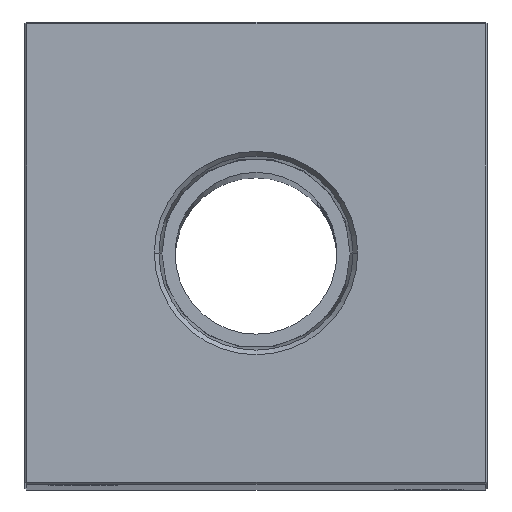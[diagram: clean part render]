
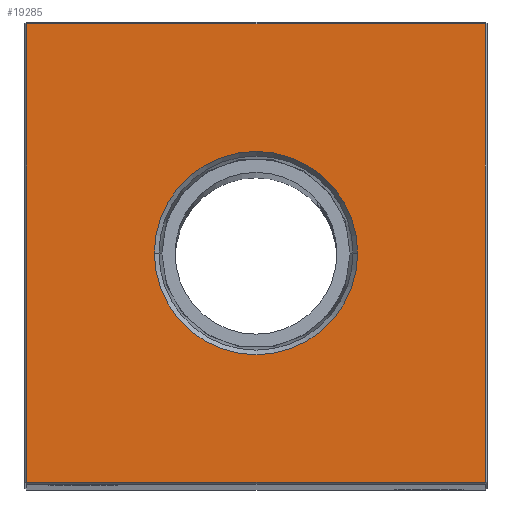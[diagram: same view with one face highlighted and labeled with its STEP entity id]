
A CAD part, top view. The second image highlights one B-rep face of the part: STEP entity #19285.
In plain terms, the highlighted planar face has unit normal (0, 0, 1).
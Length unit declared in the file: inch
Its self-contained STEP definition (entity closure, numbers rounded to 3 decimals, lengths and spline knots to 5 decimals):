
#913 = EDGE_CURVE ( 'NONE', #29123, #15648, #14004, .T. ) ;
#1071 = EDGE_LOOP ( 'NONE', ( #32087, #28664 ) ) ;
#2086 = DIRECTION ( 'NONE',  ( 1., 0., 0. ) ) ;
#2199 = CARTESIAN_POINT ( 'NONE',  ( 0., 1.24, 18. ) ) ;
#2346 = EDGE_CURVE ( 'NONE', #22972, #25424, #5417, .T. ) ;
#2811 = FACE_OUTER_BOUND ( 'NONE', #21906, .T. ) ;
#2997 = AXIS2_PLACEMENT_3D ( 'NONE', #25640, #3130, #13219 ) ;
#3130 = DIRECTION ( 'NONE',  ( 0., 0., -1. ) ) ;
#3372 = CARTESIAN_POINT ( 'NONE',  ( -0.5499, 0., 18. ) ) ;
#3594 = VECTOR ( 'NONE', #25609, 39.37008 ) ;
#4872 = ORIENTED_EDGE ( 'NONE', *, *, #11839, .T. ) ;
#5116 = CARTESIAN_POINT ( 'NONE',  ( 1.24, 1.24, 18. ) ) ;
#5417 = LINE ( 'NONE', #15444, #17408 ) ;
#5568 = CARTESIAN_POINT ( 'NONE',  ( 0., 0., 18. ) ) ;
#5574 = LINE ( 'NONE', #15614, #3594 ) ;
#7897 = ORIENTED_EDGE ( 'NONE', *, *, #2346, .T. ) ;
#8071 = LINE ( 'NONE', #18068, #11009 ) ;
#10388 = EDGE_CURVE ( 'NONE', #25424, #20851, #24686, .T. ) ;
#10825 = VERTEX_POINT ( 'NONE', #17694 ) ;
#11009 = VECTOR ( 'NONE', #28048, 39.37008 ) ;
#11839 = EDGE_CURVE ( 'NONE', #10825, #22972, #8071, .T. ) ;
#11841 = EDGE_CURVE ( 'NONE', #15648, #29123, #29279, .T. ) ;
#12238 = DIRECTION ( 'NONE',  ( -1., 0., 0. ) ) ;
#12877 = FACE_BOUND ( 'NONE', #1071, .T. ) ;
#13219 = DIRECTION ( 'NONE',  ( -1., 0., 0. ) ) ;
#13847 = CARTESIAN_POINT ( 'NONE',  ( 0.5499, 0., 18. ) ) ;
#14004 = CIRCLE ( 'NONE', #32230, 0.5499 ) ;
#14590 = CARTESIAN_POINT ( 'NONE',  ( 0., 0., 18. ) ) ;
#15187 = AXIS2_PLACEMENT_3D ( 'NONE', #5568, #15605, #25603 ) ;
#15429 = ORIENTED_EDGE ( 'NONE', *, *, #10388, .T. ) ;
#15444 = CARTESIAN_POINT ( 'NONE',  ( 1.24, 0., 18. ) ) ;
#15605 = DIRECTION ( 'NONE',  ( 0., 0., 1. ) ) ;
#15614 = CARTESIAN_POINT ( 'NONE',  ( -1.24, 0., 18. ) ) ;
#15648 = VERTEX_POINT ( 'NONE', #3372 ) ;
#17408 = VECTOR ( 'NONE', #25450, 39.37008 ) ;
#17694 = CARTESIAN_POINT ( 'NONE',  ( -1.24, -1.24, 18. ) ) ;
#18068 = CARTESIAN_POINT ( 'NONE',  ( 0., -1.24, 18. ) ) ;
#19285 = ADVANCED_FACE ( 'NONE', ( #2811, #12877 ), #22860, .F. ) ;
#20851 = VERTEX_POINT ( 'NONE', #28636 ) ;
#21794 = CARTESIAN_POINT ( 'NONE',  ( 1.24, -1.24, 18. ) ) ;
#21906 = EDGE_LOOP ( 'NONE', ( #29648, #4872, #7897, #15429 ) ) ;
#22860 = PLANE ( 'NONE',  #2997 ) ;
#22972 = VERTEX_POINT ( 'NONE', #21794 ) ;
#24574 = DIRECTION ( 'NONE',  ( 0., 0., 1. ) ) ;
#24686 = LINE ( 'NONE', #2199, #27836 ) ;
#25424 = VERTEX_POINT ( 'NONE', #5116 ) ;
#25450 = DIRECTION ( 'NONE',  ( 0., 1., 0. ) ) ;
#25477 = EDGE_CURVE ( 'NONE', #20851, #10825, #5574, .T. ) ;
#25603 = DIRECTION ( 'NONE',  ( 1., 0., 0. ) ) ;
#25609 = DIRECTION ( 'NONE',  ( 0., -1., 0. ) ) ;
#25640 = CARTESIAN_POINT ( 'NONE',  ( 0., 0., 18. ) ) ;
#27836 = VECTOR ( 'NONE', #12238, 39.37008 ) ;
#28048 = DIRECTION ( 'NONE',  ( 1., 0., 0. ) ) ;
#28636 = CARTESIAN_POINT ( 'NONE',  ( -1.24, 1.24, 18. ) ) ;
#28664 = ORIENTED_EDGE ( 'NONE', *, *, #11841, .F. ) ;
#29123 = VERTEX_POINT ( 'NONE', #13847 ) ;
#29279 = CIRCLE ( 'NONE', #15187, 0.5499 ) ;
#29648 = ORIENTED_EDGE ( 'NONE', *, *, #25477, .T. ) ;
#32087 = ORIENTED_EDGE ( 'NONE', *, *, #913, .F. ) ;
#32230 = AXIS2_PLACEMENT_3D ( 'NONE', #14590, #24574, #2086 ) ;
